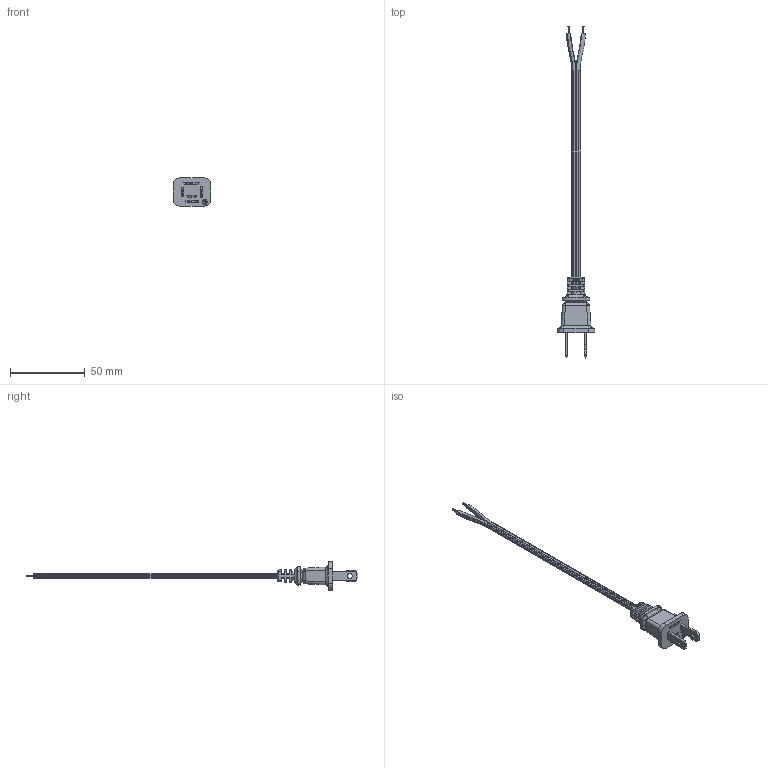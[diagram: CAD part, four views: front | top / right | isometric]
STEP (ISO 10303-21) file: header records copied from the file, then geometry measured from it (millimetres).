
FILE_DESCRIPTION (( 'STEP AP214' ), '1' );
FILE_NAME ('11-00074_revA.STEP', '2016-04-06T22:32:53', ( 'Joel' ), ( 'Microsoft' ), 'SwSTEP 2.0', 'SolidWorks 2015', '' );
FILE_SCHEMA (( 'AUTOMOTIVE_DESIGN' ));
Length unit declared in the file: millimetre
Products named in the file (3): TLY-1P; 11-00074_revA; 30-00243_stripped and tinned
Assembly tree (2 placements, depth 2):
  11-00074_revA
    TLY-1P
    30-00243_stripped and tinned
Bounding box: 25.4 x 222.6 x 18.8 mm (x, y, z)
Volume: 9321.9 mm3; surface area: 7340.9 mm2
Topology: 87 solids, 87 shells, 1204 faces, 3038 edges, 2010 vertices
Faces by surface type: plane 908, cylinder 243, bspline 53
Entity records: 50660 total; most frequent: CARTESIAN_POINT 8427, ORIENTED_EDGE 6044, DIRECTION 5738, EDGE_CURVE 3022, LINE 2414, VECTOR 2414, VERTEX_POINT 2010, AXIS2_PLACEMENT_3D 1662
